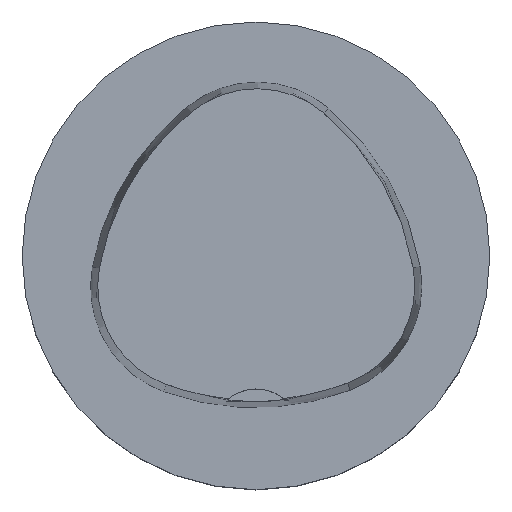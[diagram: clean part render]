
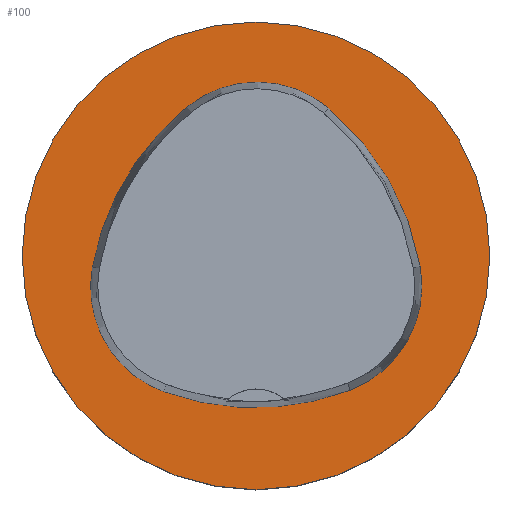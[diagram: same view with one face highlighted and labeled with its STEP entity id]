
A CAD part, top view. The second image highlights one B-rep face of the part: STEP entity #100.
In plain terms, the highlighted planar face has unit normal (0, 0, 1).
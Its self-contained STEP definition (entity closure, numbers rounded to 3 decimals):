
#86=FACE_BOUND('',#149,.T.);
#87=FACE_BOUND('',#150,.T.);
#100=ADVANCED_FACE('',(#86,#87),#113,.F.);
#113=PLANE('',#355);
#149=EDGE_LOOP('',(#183,#184,#185,#186,#187,#188));
#150=EDGE_LOOP('',(#189));
#183=ORIENTED_EDGE('',*,*,#272,.T.);
#184=ORIENTED_EDGE('',*,*,#273,.T.);
#185=ORIENTED_EDGE('',*,*,#274,.T.);
#186=ORIENTED_EDGE('',*,*,#275,.T.);
#187=ORIENTED_EDGE('',*,*,#276,.T.);
#188=ORIENTED_EDGE('',*,*,#277,.T.);
#189=ORIENTED_EDGE('',*,*,#271,.T.);
#243=VERTEX_POINT('',#518);
#244=VERTEX_POINT('',#521);
#245=VERTEX_POINT('',#522);
#246=VERTEX_POINT('',#524);
#247=VERTEX_POINT('',#526);
#248=VERTEX_POINT('',#528);
#249=VERTEX_POINT('',#530);
#271=EDGE_CURVE('',#243,#243,#307,.T.);
#272=EDGE_CURVE('',#244,#245,#308,.T.);
#273=EDGE_CURVE('',#245,#246,#309,.T.);
#274=EDGE_CURVE('',#246,#247,#310,.T.);
#275=EDGE_CURVE('',#247,#248,#311,.T.);
#276=EDGE_CURVE('',#248,#249,#312,.T.);
#277=EDGE_CURVE('',#249,#244,#313,.T.);
#307=CIRCLE('',#347,31.5);
#308=CIRCLE('',#349,15.0);
#309=CIRCLE('',#350,36.0);
#310=CIRCLE('',#351,15.0);
#311=CIRCLE('',#352,36.0);
#312=CIRCLE('',#353,15.0);
#313=CIRCLE('',#354,36.0);
#347=AXIS2_PLACEMENT_3D('',#517,#421,#422);
#349=AXIS2_PLACEMENT_3D('',#520,#425,#426);
#350=AXIS2_PLACEMENT_3D('',#523,#427,#428);
#351=AXIS2_PLACEMENT_3D('',#525,#429,#430);
#352=AXIS2_PLACEMENT_3D('',#527,#431,#432);
#353=AXIS2_PLACEMENT_3D('',#529,#433,#434);
#354=AXIS2_PLACEMENT_3D('',#531,#435,#436);
#355=AXIS2_PLACEMENT_3D('',#532,#437,#438);
#421=DIRECTION('',(0.0,0.0,1.0));
#422=DIRECTION('',(1.0,0.0,0.0));
#425=DIRECTION('',(0.0,0.0,-1.0));
#426=DIRECTION('',(-1.0,0.0,0.0));
#427=DIRECTION('',(0.0,0.0,-1.0));
#428=DIRECTION('',(-1.0,0.0,0.0));
#429=DIRECTION('',(0.0,0.0,-1.0));
#430=DIRECTION('',(-1.0,0.0,0.0));
#431=DIRECTION('',(0.0,0.0,-1.0));
#432=DIRECTION('',(-1.0,0.0,0.0));
#433=DIRECTION('',(0.0,0.0,-1.0));
#434=DIRECTION('',(-1.0,0.0,0.0));
#435=DIRECTION('',(0.0,0.0,-1.0));
#436=DIRECTION('',(-1.0,0.0,0.0));
#437=DIRECTION('',(0.0,0.0,-1.0));
#438=DIRECTION('',(-1.0,0.0,0.0));
#517=CARTESIAN_POINT('',(0.0,0.0,0.0));
#518=CARTESIAN_POINT('',(31.5,0.0,0.0));
#520=CARTESIAN_POINT('',(7.347,-4.071,0.0));
#521=CARTESIAN_POINT('',(22.122,-1.48,0.0));
#522=CARTESIAN_POINT('',(12.693,-18.087,0.0));
#523=CARTESIAN_POINT('',(-0.137,15.55,0.0));
#524=CARTESIAN_POINT('',(-12.373,-18.307,0.0));
#525=CARTESIAN_POINT('',(-7.275,-4.2,0.0));
#526=CARTESIAN_POINT('',(-22.041,-1.562,0.0));
#527=CARTESIAN_POINT('',(13.398,-7.893,0.0));
#528=CARTESIAN_POINT('',(-9.317,20.036,0.0));
#529=CARTESIAN_POINT('',(0.148,8.399,0.0));
#530=CARTESIAN_POINT('',(9.779,19.898,0.0));
#531=CARTESIAN_POINT('',(-13.337,-7.7,0.0));
#532=CARTESIAN_POINT('',(0.0,-31.5,0.0));
